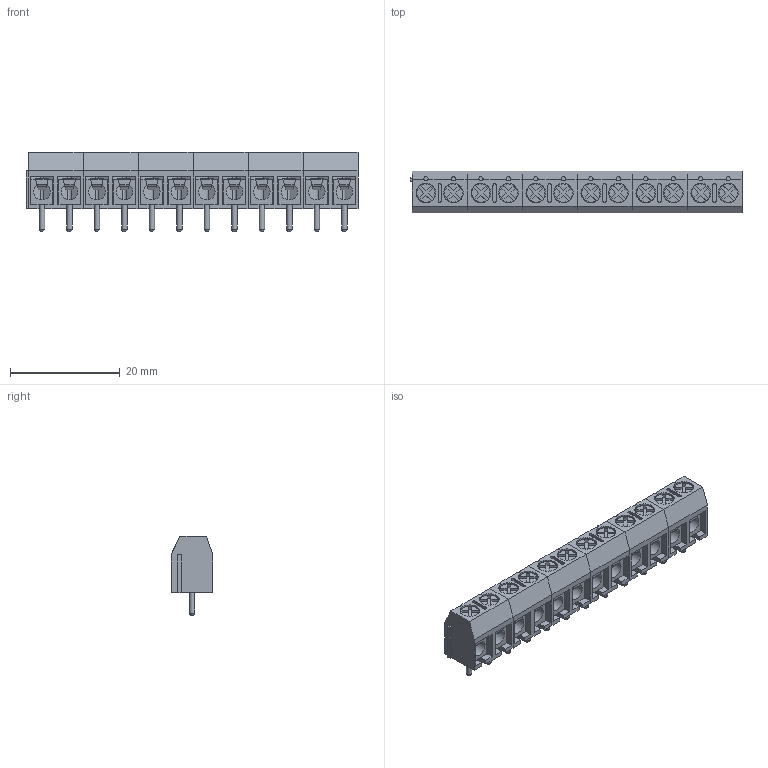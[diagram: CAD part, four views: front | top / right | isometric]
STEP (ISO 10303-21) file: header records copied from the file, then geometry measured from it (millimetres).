
FILE_DESCRIPTION(/* description */ (''),/* implementation_level */ '2;1');
FILE_NAME(/* name */ 'XINYA_XY301-1x12-P5.00 v9.step',/* time_stamp */ '2023-07-31T22:53:34+02:00',/* author */ (''),/* organization */ (''),/* preprocessor_version */ 'ST-DEVELOPER v19.2',/* originating_system */ 'Autodesk Translation Framework v12.6.0.85',/* authorisation */ '');
FILE_SCHEMA (('AUTOMOTIVE_DESIGN { 1 0 10303 214 3 1 1 }'));
Length unit declared in the file: millimetre
Products named in the file (1): XINYA_XY301-1x2-P5.00
Bounding box: 60.4 x 7.6 x 14.5 mm (x, y, z)
Volume: 3419 mm3; surface area: 7110.3 mm2
Topology: 42 solids, 42 shells, 726 faces, 1932 edges, 1284 vertices
Faces by surface type: plane 582, cylinder 108, torus 24, sphere 12
Full cylindrical faces by diameter (mm): 0.8 x12, 1 x12, 3 x12, 3.5 x12, 3.6 x12
Entity records: 22786 total; most frequent: CARTESIAN_POINT 4363, ORIENTED_EDGE 3840, DIRECTION 3674, EDGE_CURVE 1920, LINE 1524, VECTOR 1524, VERTEX_POINT 1284, AXIS2_PLACEMENT_3D 1075
